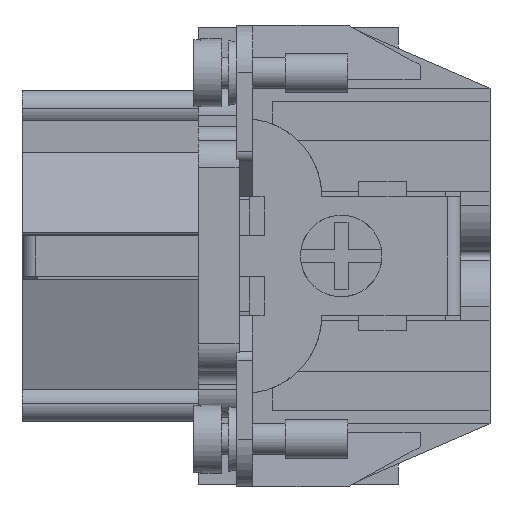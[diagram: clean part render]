
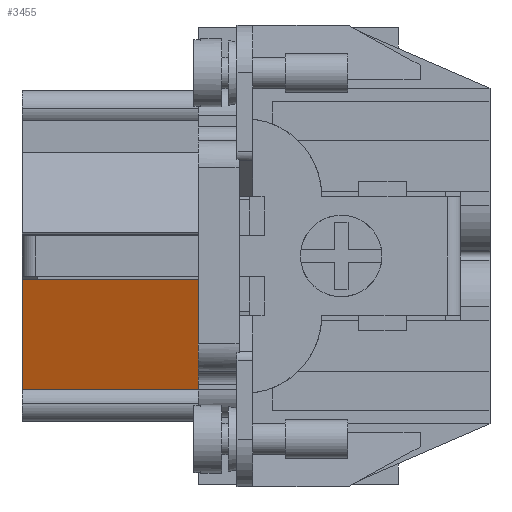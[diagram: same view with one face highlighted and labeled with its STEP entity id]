
A CAD part, left-side view. The second image highlights one B-rep face of the part: STEP entity #3455.
In plain terms, the highlighted planar face has unit normal (-0.941, 0, -0.338).
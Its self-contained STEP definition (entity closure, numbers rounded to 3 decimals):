
#1895 = FACE_OUTER_BOUND ( 'NONE', #25438, .T. ) ;
#3455 = ADVANCED_FACE ( 'NONE', ( #1895 ), #27500, .F. ) ;
#4081 = EDGE_CURVE ( 'NONE', #31429, #31428, #20229, .T. ) ;
#4084 = EDGE_CURVE ( 'NONE', #31432, #31431, #20232, .T. ) ;
#4085 = EDGE_CURVE ( 'NONE', #31428, #31431, #20233, .T. ) ;
#4086 = EDGE_CURVE ( 'NONE', #31429, #31432, #20234, .T. ) ;
#4815 = AXIS2_PLACEMENT_3D ( 'NONE', #27501, #27502, #27503 ) ;
#20229 = LINE ( 'NONE', #21779, #23638 ) ;
#20232 = LINE ( 'NONE', #21788, #23641 ) ;
#20233 = LINE ( 'NONE', #21792, #23642 ) ;
#20234 = LINE ( 'NONE', #21795, #23643 ) ;
#20983 = CARTESIAN_POINT ( 'NONE',  ( -18.876, 21.14, -9.878 ) ) ;
#20984 = CARTESIAN_POINT ( 'NONE',  ( -18.876, 34.14, -9.878 ) ) ;
#20986 = CARTESIAN_POINT ( 'NONE',  ( -21.81, 21.14, -1.708 ) ) ;
#20987 = CARTESIAN_POINT ( 'NONE',  ( -21.81, 34.14, -1.708 ) ) ;
#21779 = CARTESIAN_POINT ( 'NONE',  ( -18.876, 34.14, -9.878 ) ) ;
#21780 = DIRECTION ( 'NONE',  ( 0., -1., 0. ) ) ;
#21788 = CARTESIAN_POINT ( 'NONE',  ( -21.81, 34.14, -1.708 ) ) ;
#21790 = DIRECTION ( 'NONE',  ( 0., -1., 0. ) ) ;
#21792 = CARTESIAN_POINT ( 'NONE',  ( -18.876, 21.14, -9.878 ) ) ;
#21793 = DIRECTION ( 'NONE',  ( -0.338, 0., 0.941 ) ) ;
#21795 = CARTESIAN_POINT ( 'NONE',  ( -18.876, 34.14, -9.878 ) ) ;
#21797 = DIRECTION ( 'NONE',  ( -0.338, 0., 0.941 ) ) ;
#23638 = VECTOR ( 'NONE', #21780, 1000. ) ;
#23641 = VECTOR ( 'NONE', #21790, 1000. ) ;
#23642 = VECTOR ( 'NONE', #21793, 1000. ) ;
#23643 = VECTOR ( 'NONE', #21797, 1000. ) ;
#25438 = EDGE_LOOP ( 'NONE', ( #30710, #30708, #30709, #30707 ) ) ;
#27500 = PLANE ( 'NONE',  #4815 ) ;
#27501 = CARTESIAN_POINT ( 'NONE',  ( -18.876, 34.14, -9.878 ) ) ;
#27502 = DIRECTION ( 'NONE',  ( 0.941, 0., 0.338 ) ) ;
#27503 = DIRECTION ( 'NONE',  ( 0.338, 0., -0.941 ) ) ;
#30707 = ORIENTED_EDGE ( 'NONE', *, *, #4081, .T. ) ;
#30708 = ORIENTED_EDGE ( 'NONE', *, *, #4084, .F. ) ;
#30709 = ORIENTED_EDGE ( 'NONE', *, *, #4086, .F. ) ;
#30710 = ORIENTED_EDGE ( 'NONE', *, *, #4085, .T. ) ;
#31428 = VERTEX_POINT ( 'NONE', #20983 ) ;
#31429 = VERTEX_POINT ( 'NONE', #20984 ) ;
#31431 = VERTEX_POINT ( 'NONE', #20986 ) ;
#31432 = VERTEX_POINT ( 'NONE', #20987 ) ;
